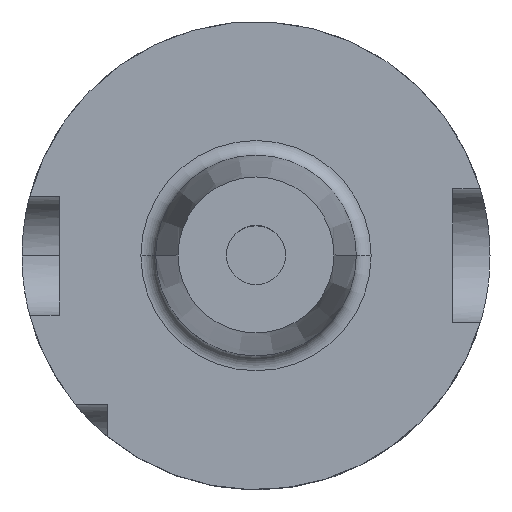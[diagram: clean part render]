
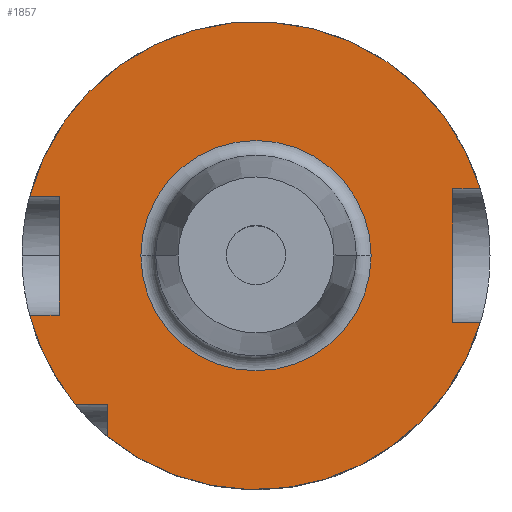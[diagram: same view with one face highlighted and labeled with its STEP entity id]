
A CAD part, top view. The second image highlights one B-rep face of the part: STEP entity #1857.
In plain terms, the highlighted planar face has unit normal (0, 0, 1).
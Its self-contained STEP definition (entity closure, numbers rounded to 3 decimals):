
#15 = EDGE_CURVE ( 'NONE', #915, #324, #1548, .T. ) ;
#47 = CARTESIAN_POINT ( 'NONE',  ( 0., 0., 26. ) ) ;
#58 = ORIENTED_EDGE ( 'NONE', *, *, #2659, .T. ) ;
#65 = EDGE_CURVE ( 'NONE', #1275, #366, #2272, .T. ) ;
#116 = LINE ( 'NONE', #2012, #3028 ) ;
#180 = DIRECTION ( 'NONE',  ( 0., 0., 1. ) ) ;
#224 = CARTESIAN_POINT ( 'NONE',  ( -26.5, 8., 26. ) ) ;
#242 = ORIENTED_EDGE ( 'NONE', *, *, #393, .T. ) ;
#275 = CARTESIAN_POINT ( 'NONE',  ( 0., -9., 26. ) ) ;
#280 = VECTOR ( 'NONE', #663, 1000. ) ;
#324 = VERTEX_POINT ( 'NONE', #224 ) ;
#330 = DIRECTION ( 'NONE',  ( -1., 0., 0. ) ) ;
#366 = VERTEX_POINT ( 'NONE', #3523 ) ;
#381 = CARTESIAN_POINT ( 'NONE',  ( 0., 0., 26. ) ) ;
#392 = AXIS2_PLACEMENT_3D ( 'NONE', #3276, #180, #2131 ) ;
#393 = EDGE_CURVE ( 'NONE', #916, #2066, #1502, .T. ) ;
#414 = CARTESIAN_POINT ( 'NONE',  ( 0., 0., 26. ) ) ;
#446 = CARTESIAN_POINT ( 'NONE',  ( -20., -20., 26. ) ) ;
#450 = PLANE ( 'NONE',  #392 ) ;
#509 = VERTEX_POINT ( 'NONE', #2821 ) ;
#555 = ORIENTED_EDGE ( 'NONE', *, *, #15, .F. ) ;
#632 = ORIENTED_EDGE ( 'NONE', *, *, #1407, .F. ) ;
#663 = DIRECTION ( 'NONE',  ( 0., 1., 0. ) ) ;
#666 = DIRECTION ( 'NONE',  ( 1., 0., 0. ) ) ;
#725 = AXIS2_PLACEMENT_3D ( 'NONE', #381, #2319, #666 ) ;
#728 = ORIENTED_EDGE ( 'NONE', *, *, #1283, .T. ) ;
#742 = FACE_OUTER_BOUND ( 'NONE', #897, .T. ) ;
#744 = DIRECTION ( 'NONE',  ( 0., 0., -1. ) ) ;
#793 = EDGE_CURVE ( 'NONE', #923, #3235, #2917, .T. ) ;
#802 = VECTOR ( 'NONE', #1617, 1000. ) ;
#803 = VECTOR ( 'NONE', #1882, 1000. ) ;
#807 = ORIENTED_EDGE ( 'NONE', *, *, #3257, .F. ) ;
#850 = CARTESIAN_POINT ( 'NONE',  ( 30.187, 9., 26. ) ) ;
#875 = DIRECTION ( 'NONE',  ( 1., 0., 0. ) ) ;
#890 = LINE ( 'NONE', #1013, #802 ) ;
#897 = EDGE_LOOP ( 'NONE', ( #1645, #3063, #807, #58, #728, #2875, #2116, #632, #555, #3473, #2688 ) ) ;
#915 = VERTEX_POINT ( 'NONE', #2051 ) ;
#916 = VERTEX_POINT ( 'NONE', #3018 ) ;
#923 = VERTEX_POINT ( 'NONE', #3066 ) ;
#935 = CARTESIAN_POINT ( 'NONE',  ( -24.336, -20., 26. ) ) ;
#1009 = EDGE_CURVE ( 'NONE', #3235, #1275, #890, .T. ) ;
#1013 = CARTESIAN_POINT ( 'NONE',  ( 0., -20., 26. ) ) ;
#1036 = LINE ( 'NONE', #1987, #1691 ) ;
#1088 = CIRCLE ( 'NONE', #2003, 31.5 ) ;
#1275 = VERTEX_POINT ( 'NONE', #935 ) ;
#1283 = EDGE_CURVE ( 'NONE', #2880, #509, #2495, .T. ) ;
#1318 = DIRECTION ( 'NONE',  ( -1., 0., 0. ) ) ;
#1324 = CARTESIAN_POINT ( 'NONE',  ( -15.5, 0., 26. ) ) ;
#1407 = EDGE_CURVE ( 'NONE', #324, #2000, #2315, .T. ) ;
#1502 = CIRCLE ( 'NONE', #1994, 15.5 ) ;
#1526 = EDGE_LOOP ( 'NONE', ( #242, #2369 ) ) ;
#1548 = LINE ( 'NONE', #3314, #803 ) ;
#1617 = DIRECTION ( 'NONE',  ( -1., 0., 0. ) ) ;
#1645 = ORIENTED_EDGE ( 'NONE', *, *, #1009, .F. ) ;
#1691 = VECTOR ( 'NONE', #875, 1000. ) ;
#1857 = ADVANCED_FACE ( 'NONE', ( #3672, #742 ), #450, .T. ) ;
#1882 = DIRECTION ( 'NONE',  ( 0., 1., 0. ) ) ;
#1941 = DIRECTION ( 'NONE',  ( -1., 0., 0. ) ) ;
#1987 = CARTESIAN_POINT ( 'NONE',  ( 0., 9., 26. ) ) ;
#1994 = AXIS2_PLACEMENT_3D ( 'NONE', #3364, #2356, #2345 ) ;
#2000 = VERTEX_POINT ( 'NONE', #2735 ) ;
#2002 = DIRECTION ( 'NONE',  ( 0., 0., -1. ) ) ;
#2003 = AXIS2_PLACEMENT_3D ( 'NONE', #47, #2002, #330 ) ;
#2012 = CARTESIAN_POINT ( 'NONE',  ( 0., -8., 26. ) ) ;
#2040 = CIRCLE ( 'NONE', #2929, 31.5 ) ;
#2051 = CARTESIAN_POINT ( 'NONE',  ( -26.5, -8., 26. ) ) ;
#2066 = VERTEX_POINT ( 'NONE', #1324 ) ;
#2116 = ORIENTED_EDGE ( 'NONE', *, *, #2391, .F. ) ;
#2126 = LINE ( 'NONE', #275, #2980 ) ;
#2131 = DIRECTION ( 'NONE',  ( 1., 0., 0. ) ) ;
#2272 = CIRCLE ( 'NONE', #2424, 31.5 ) ;
#2315 = LINE ( 'NONE', #2483, #2912 ) ;
#2319 = DIRECTION ( 'NONE',  ( 0., 0., -1. ) ) ;
#2343 = VERTEX_POINT ( 'NONE', #850 ) ;
#2345 = DIRECTION ( 'NONE',  ( 1., 0., 0. ) ) ;
#2356 = DIRECTION ( 'NONE',  ( 0., 0., -1. ) ) ;
#2369 = ORIENTED_EDGE ( 'NONE', *, *, #3623, .T. ) ;
#2391 = EDGE_CURVE ( 'NONE', #2000, #2343, #1088, .T. ) ;
#2400 = CARTESIAN_POINT ( 'NONE',  ( 0., 0., 26. ) ) ;
#2420 = CARTESIAN_POINT ( 'NONE',  ( -20., 13.5, 26. ) ) ;
#2424 = AXIS2_PLACEMENT_3D ( 'NONE', #414, #2640, #1318 ) ;
#2483 = CARTESIAN_POINT ( 'NONE',  ( 0., 8., 26. ) ) ;
#2495 = LINE ( 'NONE', #3493, #280 ) ;
#2570 = DIRECTION ( 'NONE',  ( 1., 0., 0. ) ) ;
#2640 = DIRECTION ( 'NONE',  ( 0., 0., -1. ) ) ;
#2659 = EDGE_CURVE ( 'NONE', #2832, #2880, #2126, .T. ) ;
#2688 = ORIENTED_EDGE ( 'NONE', *, *, #65, .F. ) ;
#2691 = DIRECTION ( 'NONE',  ( -1., 0., 0. ) ) ;
#2731 = VECTOR ( 'NONE', #3529, 1000. ) ;
#2735 = CARTESIAN_POINT ( 'NONE',  ( -30.467, 8., 26. ) ) ;
#2791 = EDGE_CURVE ( 'NONE', #509, #2343, #1036, .T. ) ;
#2821 = CARTESIAN_POINT ( 'NONE',  ( 26.5, 9., 26. ) ) ;
#2832 = VERTEX_POINT ( 'NONE', #3158 ) ;
#2838 = EDGE_CURVE ( 'NONE', #366, #915, #116, .T. ) ;
#2875 = ORIENTED_EDGE ( 'NONE', *, *, #2791, .T. ) ;
#2880 = VERTEX_POINT ( 'NONE', #2887 ) ;
#2887 = CARTESIAN_POINT ( 'NONE',  ( 26.5, -9., 26. ) ) ;
#2912 = VECTOR ( 'NONE', #3363, 1000. ) ;
#2917 = LINE ( 'NONE', #2420, #2731 ) ;
#2929 = AXIS2_PLACEMENT_3D ( 'NONE', #2400, #744, #2691 ) ;
#2980 = VECTOR ( 'NONE', #1941, 1000. ) ;
#3018 = CARTESIAN_POINT ( 'NONE',  ( 15.5, 0., 26. ) ) ;
#3028 = VECTOR ( 'NONE', #2570, 1000. ) ;
#3063 = ORIENTED_EDGE ( 'NONE', *, *, #793, .F. ) ;
#3066 = CARTESIAN_POINT ( 'NONE',  ( -20., -24.336, 26. ) ) ;
#3158 = CARTESIAN_POINT ( 'NONE',  ( 30.187, -9., 26. ) ) ;
#3235 = VERTEX_POINT ( 'NONE', #446 ) ;
#3257 = EDGE_CURVE ( 'NONE', #2832, #923, #2040, .T. ) ;
#3276 = CARTESIAN_POINT ( 'NONE',  ( 0., 13.5, 26. ) ) ;
#3314 = CARTESIAN_POINT ( 'NONE',  ( -26.5, 13.5, 26. ) ) ;
#3339 = CIRCLE ( 'NONE', #725, 15.5 ) ;
#3363 = DIRECTION ( 'NONE',  ( -1., 0., 0. ) ) ;
#3364 = CARTESIAN_POINT ( 'NONE',  ( 0., 0., 26. ) ) ;
#3473 = ORIENTED_EDGE ( 'NONE', *, *, #2838, .F. ) ;
#3493 = CARTESIAN_POINT ( 'NONE',  ( 26.5, 13.5, 26. ) ) ;
#3523 = CARTESIAN_POINT ( 'NONE',  ( -30.467, -8., 26. ) ) ;
#3529 = DIRECTION ( 'NONE',  ( 0., 1., 0. ) ) ;
#3623 = EDGE_CURVE ( 'NONE', #2066, #916, #3339, .T. ) ;
#3672 = FACE_BOUND ( 'NONE', #1526, .T. ) ;
